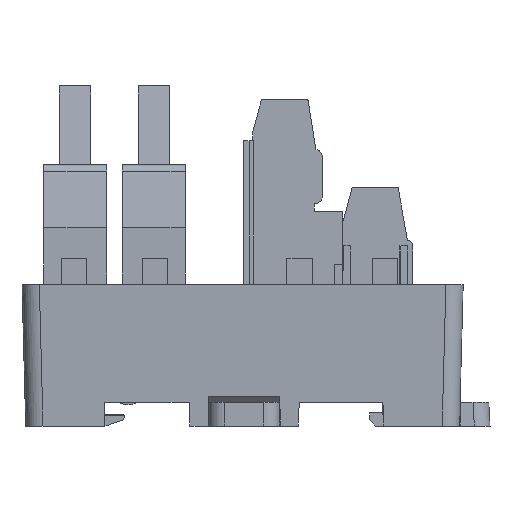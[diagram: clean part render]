
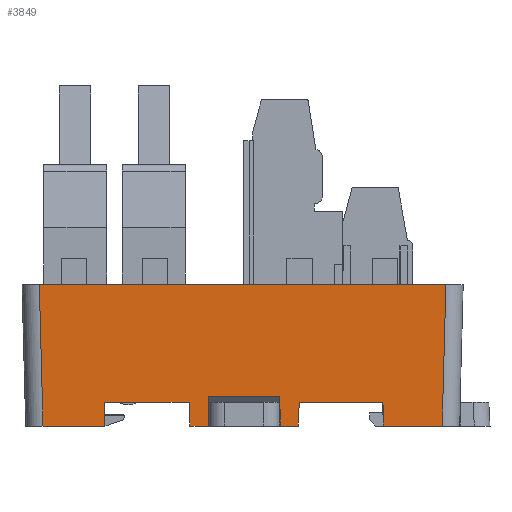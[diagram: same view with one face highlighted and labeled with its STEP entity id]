
A CAD part, left-side view. The second image highlights one B-rep face of the part: STEP entity #3849.
In plain terms, the highlighted planar face has unit normal (-1, 0, -0.026).
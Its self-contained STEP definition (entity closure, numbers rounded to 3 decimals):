
#2294=FACE_OUTER_BOUND('',#7480,.T.);
#3849=ADVANCED_FACE('',(#2294),#5473,.T.);
#5473=PLANE('',#31844);
#7480=EDGE_LOOP('',(#10075,#10076,#10077,#10078,#10079,#10080,#10081,#10082,
#10083,#10084,#10085,#10086,#10087,#10088,#10089,#10090));
#10075=ORIENTED_EDGE('',*,*,#20952,.T.);
#10076=ORIENTED_EDGE('',*,*,#20901,.F.);
#10077=ORIENTED_EDGE('',*,*,#20956,.T.);
#10078=ORIENTED_EDGE('',*,*,#20642,.T.);
#10079=ORIENTED_EDGE('',*,*,#20825,.T.);
#10080=ORIENTED_EDGE('',*,*,#20815,.T.);
#10081=ORIENTED_EDGE('',*,*,#20967,.T.);
#10082=ORIENTED_EDGE('',*,*,#20841,.T.);
#10083=ORIENTED_EDGE('',*,*,#20968,.T.);
#10084=ORIENTED_EDGE('',*,*,#20867,.T.);
#10085=ORIENTED_EDGE('',*,*,#20958,.F.);
#10086=ORIENTED_EDGE('',*,*,#20656,.T.);
#10087=ORIENTED_EDGE('',*,*,#20942,.F.);
#10088=ORIENTED_EDGE('',*,*,#20897,.F.);
#10089=ORIENTED_EDGE('',*,*,#20947,.T.);
#10090=ORIENTED_EDGE('',*,*,#20950,.F.);
#17839=VERTEX_POINT('',#42144);
#17840=VERTEX_POINT('',#42146);
#17853=VERTEX_POINT('',#42172);
#17854=VERTEX_POINT('',#42174);
#17986=VERTEX_POINT('',#42493);
#17987=VERTEX_POINT('',#42495);
#17998=VERTEX_POINT('',#42545);
#17999=VERTEX_POINT('',#42547);
#18016=VERTEX_POINT('',#42592);
#18017=VERTEX_POINT('',#42594);
#18039=VERTEX_POINT('',#42655);
#18040=VERTEX_POINT('',#42657);
#18043=VERTEX_POINT('',#42664);
#18044=VERTEX_POINT('',#42666);
#18069=VERTEX_POINT('',#42756);
#18070=VERTEX_POINT('',#42761);
#20642=EDGE_CURVE('',#17840,#17839,#24781,.T.);
#20656=EDGE_CURVE('',#17854,#17853,#24793,.T.);
#20815=EDGE_CURVE('',#17987,#17986,#24945,.T.);
#20825=EDGE_CURVE('',#17839,#17987,#24953,.T.);
#20841=EDGE_CURVE('',#17999,#17998,#24966,.T.);
#20867=EDGE_CURVE('',#18017,#18016,#24989,.T.);
#20897=EDGE_CURVE('',#18039,#18040,#25018,.T.);
#20901=EDGE_CURVE('',#18043,#18044,#25021,.T.);
#20942=EDGE_CURVE('',#18040,#17853,#25059,.T.);
#20947=EDGE_CURVE('',#18039,#18069,#25064,.T.);
#20950=EDGE_CURVE('',#18070,#18069,#25067,.T.);
#20952=EDGE_CURVE('',#18070,#18044,#25069,.T.);
#20956=EDGE_CURVE('',#18043,#17840,#25073,.T.);
#20958=EDGE_CURVE('',#17854,#18016,#25075,.T.);
#20967=EDGE_CURVE('',#17986,#17999,#25084,.T.);
#20968=EDGE_CURVE('',#17998,#18017,#25085,.T.);
#24781=LINE('',#42145,#28362);
#24793=LINE('',#42173,#28374);
#24945=LINE('',#42494,#28526);
#24953=LINE('',#42513,#28534);
#24966=LINE('',#42546,#28547);
#24989=LINE('',#42593,#28570);
#25018=LINE('',#42656,#28599);
#25021=LINE('',#42665,#28602);
#25059=LINE('',#42748,#28640);
#25064=LINE('',#42757,#28645);
#25067=LINE('',#42762,#28648);
#25069=LINE('',#42765,#28650);
#25073=LINE('',#42772,#28654);
#25075=LINE('',#42776,#28656);
#25084=LINE('',#42791,#28665);
#25085=LINE('',#42792,#28666);
#28362=VECTOR('',#34040,1.);
#28374=VECTOR('',#34056,1.);
#28526=VECTOR('',#34280,1.);
#28534=VECTOR('',#34302,1.);
#28547=VECTOR('',#34339,1.);
#28570=VECTOR('',#34374,1.);
#28599=VECTOR('',#34425,1.);
#28602=VECTOR('',#34432,1.);
#28640=VECTOR('',#34510,1.);
#28645=VECTOR('',#34521,1.);
#28648=VECTOR('',#34526,1.);
#28650=VECTOR('',#34530,1.);
#28654=VECTOR('',#34540,1.);
#28656=VECTOR('',#34544,1.);
#28665=VECTOR('',#34561,1.);
#28666=VECTOR('',#34562,1.);
#31844=AXIS2_PLACEMENT_3D('',#42793,#34563,#34564);
#34040=DIRECTION('',(0.,-1.,0.));
#34056=DIRECTION('',(0.,-1.,0.));
#34280=DIRECTION('',(0.,-1.,0.));
#34302=DIRECTION('',(0.026,-0.017,-1.));
#34339=DIRECTION('',(0.,1.,0.));
#34374=DIRECTION('',(0.,-1.,0.));
#34425=DIRECTION('',(0.,1.,0.));
#34432=DIRECTION('',(0.,1.,0.));
#34510=DIRECTION('',(-0.026,0.035,0.999));
#34521=DIRECTION('',(-0.026,-0.009,1.));
#34526=DIRECTION('',(0.,1.,0.));
#34530=DIRECTION('',(0.026,-0.009,-1.));
#34540=DIRECTION('',(-0.026,-0.035,0.999));
#34544=DIRECTION('',(0.026,0.017,-1.));
#34561=DIRECTION('',(-0.026,-0.026,0.999));
#34562=DIRECTION('',(0.026,-0.026,-0.999));
#34563=DIRECTION('',(-1.,0.,-0.026));
#34564=DIRECTION('',(-0.026,0.,1.));
#42144=CARTESIAN_POINT('',(-37.057,10.2,-15.));
#42145=CARTESIAN_POINT('',(-37.057,27.85,-15.));
#42146=CARTESIAN_POINT('',(-37.057,20.85,-15.));
#42172=CARTESIAN_POINT('',(-37.057,34.85,-15.));
#42173=CARTESIAN_POINT('',(-37.057,27.85,-15.));
#42174=CARTESIAN_POINT('',(-37.057,45.6,-15.));
#42493=CARTESIAN_POINT('',(-36.979,2.671,-18.));
#42494=CARTESIAN_POINT('',(-36.979,27.85,-18.));
#42495=CARTESIAN_POINT('',(-36.979,10.148,-18.));
#42513=CARTESIAN_POINT('',(-37.458,10.467,0.309));
#42545=CARTESIAN_POINT('',(-37.45,53.901,0.));
#42546=CARTESIAN_POINT('',(-37.45,28.35,0.));
#42547=CARTESIAN_POINT('',(-37.45,2.199,0.));
#42592=CARTESIAN_POINT('',(-36.979,45.652,-18.));
#42593=CARTESIAN_POINT('',(-36.979,28.35,-18.));
#42594=CARTESIAN_POINT('',(-36.979,53.429,-18.));
#42655=CARTESIAN_POINT('',(-36.979,32.426,-18.));
#42656=CARTESIAN_POINT('',(-36.979,27.85,-18.));
#42657=CARTESIAN_POINT('',(-36.979,34.745,-18.));
#42664=CARTESIAN_POINT('',(-36.979,20.955,-18.));
#42665=CARTESIAN_POINT('',(-36.979,27.85,-18.));
#42666=CARTESIAN_POINT('',(-36.979,23.274,-18.));
#42748=CARTESIAN_POINT('',(-37.026,34.808,-16.202));
#42756=CARTESIAN_POINT('',(-37.076,32.394,-14.274));
#42757=CARTESIAN_POINT('',(-37.026,32.411,-16.204));
#42761=CARTESIAN_POINT('',(-37.076,23.306,-14.274));
#42762=CARTESIAN_POINT('',(-37.076,237.295,-14.274));
#42765=CARTESIAN_POINT('',(-37.026,23.29,-16.204));
#42772=CARTESIAN_POINT('',(-37.443,20.336,-0.282));
#42776=CARTESIAN_POINT('',(-37.026,45.621,-16.204));
#42791=CARTESIAN_POINT('',(-37.433,2.217,-0.66));
#42792=CARTESIAN_POINT('',(-37.433,53.884,-0.66));
#42793=CARTESIAN_POINT('',(-37.45,28.35,-0.003));
